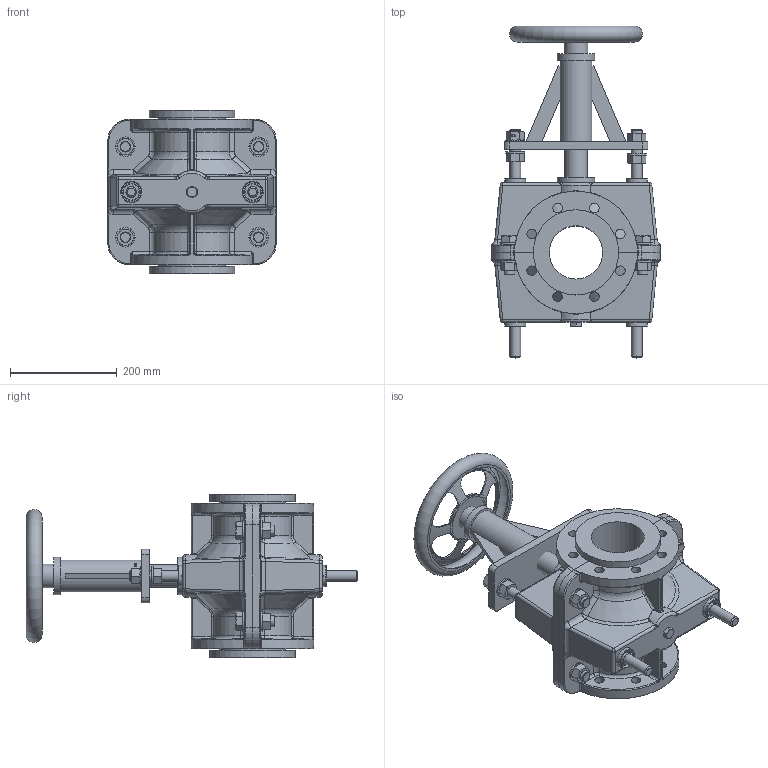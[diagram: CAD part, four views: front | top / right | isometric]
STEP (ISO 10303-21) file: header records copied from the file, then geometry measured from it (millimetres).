
FILE_DESCRIPTION((''),'2;1');
FILE_NAME('BE100M10-151_Shrinkwrap_1.stp','2018-02-22T11:35:29',('Niko.Tikander'),(''),'Autodesk Inventor 2011','Autodesk Inventor 2011','');
FILE_SCHEMA(('AUTOMOTIVE_DESIGN { 1 0 10303 214 1 1 1 1 }'));
Length unit declared in the file: inch
Products named in the file (1): BE100M10-151_Shrinkwrap_1
Bounding box: 316 x 622.99 x 306 mm (x, y, z)
Surface area: 1480151.1 mm2 (no closed solid volume)
Topology: 0 solids, 39 shells, 995 faces, 2251 edges, 1342 vertices
Faces by surface type: plane 284, cylinder 280, bspline 186, cone 172, torus 57, sphere 16
Full cylindrical faces by diameter (mm): 4 x1, 5 x8, 11 x1, 12 x1, 17 x1, 18 x16, 20 x18, 22.5 x12, 23 x10, 30.291 x4, 33.249 x4, 36.5 x12, 40 x4, 41.3 x1, 42.4 x1, 45 x1, 56.656 x1, 59.614 x1, 60 x1, 70 x2, 90 x1, 95 x1, 100 x1, 124 x3, 160 x2, 182 x1, 187 x1, 210 x1
Entity records: 47657 total; most frequent: CARTESIAN_POINT 27609, ORIENTED_EDGE 4132, DIRECTION 3878, EDGE_CURVE 2066, AXIS2_PLACEMENT_3D 1690, VERTEX_POINT 1313, EDGE_LOOP 1291, FACE_OUTER_BOUND 995
